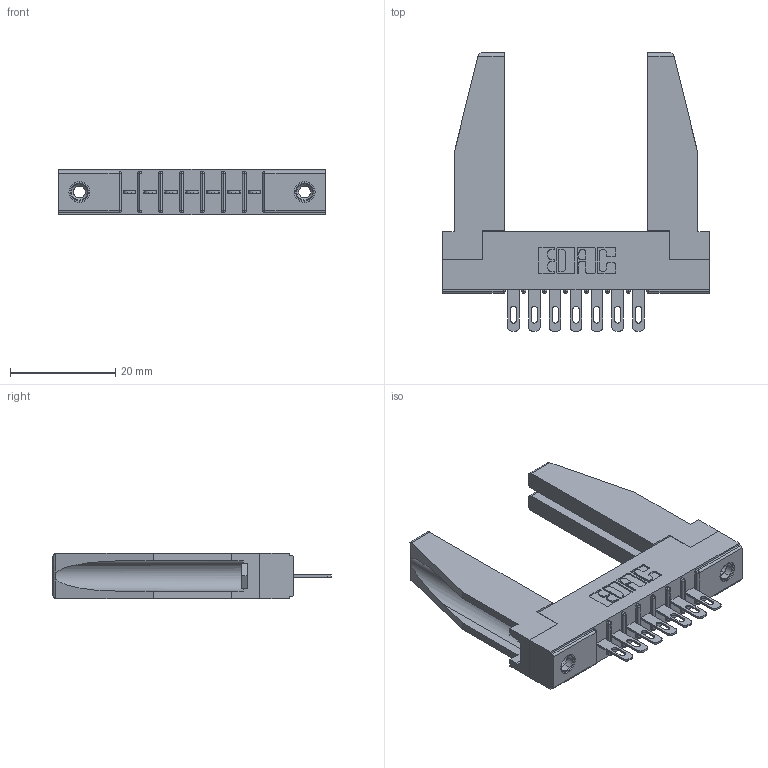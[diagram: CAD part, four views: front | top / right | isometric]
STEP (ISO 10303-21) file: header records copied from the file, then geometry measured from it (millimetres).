
FILE_DESCRIPTION (( 'STEP AP203' ), '1' );
FILE_NAME ('356-007-500-178.STEP', '2018-07-31T06:23:27', ( '' ), ( '' ), 'SwSTEP 2.0', 'SolidWorks 2016', '' );
FILE_SCHEMA (( 'CONFIG_CONTROL_DESIGN' ));
Length unit declared in the file: inch
Products named in the file (5): 306-290-001_100; 345-250-001_345-250-001-102; 307-220-078; 356-007-500-178; 306 Part_.156 Dia
Assembly tree (12 placements, depth 2):
  356-007-500-178
    306 Part_.156 Dia
    306-290-001_100  x7
    345-250-001_345-250-001-102  x2
    307-220-078  x2
Bounding box: 50.75 x 52.91 x 8.71 mm (x, y, z)
Volume: 7416.5 mm3; surface area: 8538.3 mm2
Topology: 12 solids, 12 shells, 778 faces, 2151 edges, 1386 vertices
Faces by surface type: plane 502, cylinder 232, sphere 28, cone 12, torus 4
Entity records: 13665 total; most frequent: CARTESIAN_POINT 2290, ORIENTED_EDGE 2224, DIRECTION 2214, EDGE_CURVE 1112, LINE 850, VECTOR 850, VERTEX_POINT 716, AXIS2_PLACEMENT_3D 682
